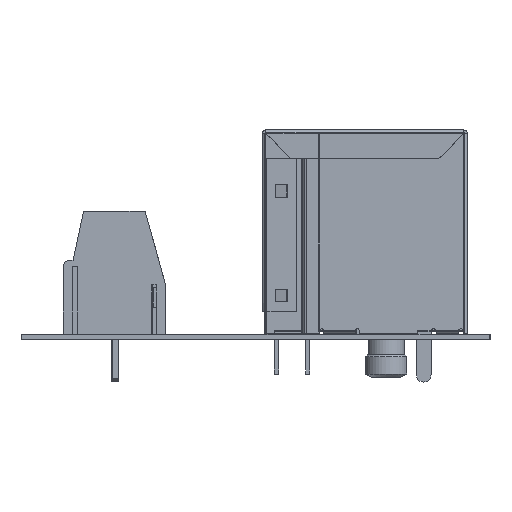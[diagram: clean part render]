
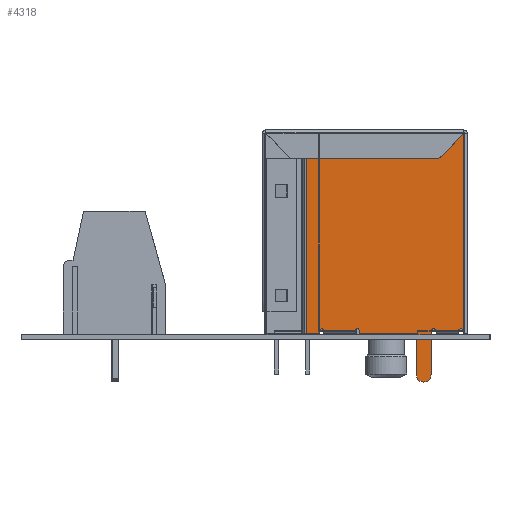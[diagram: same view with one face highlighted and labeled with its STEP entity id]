
A CAD part, left-side view. The second image highlights one B-rep face of the part: STEP entity #4318.
In plain terms, the highlighted planar face has unit normal (-1, 0, 0).
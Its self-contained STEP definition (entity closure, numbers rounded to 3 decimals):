
#2794 = VERTEX_POINT('',#2795);
#2795 = CARTESIAN_POINT('',(-8.,7.825,0.744));
#2805 = EDGE_CURVE('',#2806,#2794,#2808,.T.);
#2806 = VERTEX_POINT('',#2807);
#2807 = CARTESIAN_POINT('',(-8.,7.825,3.356));
#2808 = LINE('',#2809,#2810);
#2809 = CARTESIAN_POINT('',(-8.,7.825,3.636));
#2810 = VECTOR('',#2811,1.);
#2811 = DIRECTION('',(0.,0.,-1.));
#4318 = ADVANCED_FACE('',(#4319),#4471,.F.);
#4319 = FACE_BOUND('',#4320,.T.);
#4320 = EDGE_LOOP('',(#4321,#4330,#4331,#4340,#4348,#4356,#4364,#4373,
    #4381,#4390,#4399,#4407,#4416,#4424,#4432,#4440,#4448,#4456,#4464));
#4321 = ORIENTED_EDGE('',*,*,#4322,.T.);
#4322 = EDGE_CURVE('',#4323,#2806,#4325,.T.);
#4323 = VERTEX_POINT('',#4324);
#4324 = CARTESIAN_POINT('',(-8.,7.825,3.636));
#4325 = CIRCLE('',#4326,0.143);
#4326 = AXIS2_PLACEMENT_3D('',#4327,#4328,#4329);
#4327 = CARTESIAN_POINT('',(-8.,7.85,3.496));
#4328 = DIRECTION('',(1.,0.,0.));
#4329 = DIRECTION('',(0.,0.,-1.));
#4330 = ORIENTED_EDGE('',*,*,#2805,.T.);
#4331 = ORIENTED_EDGE('',*,*,#4332,.T.);
#4332 = EDGE_CURVE('',#2794,#4333,#4335,.T.);
#4333 = VERTEX_POINT('',#4334);
#4334 = CARTESIAN_POINT('',(-8.,7.85,0.461));
#4335 = CIRCLE('',#4336,0.143);
#4336 = AXIS2_PLACEMENT_3D('',#4337,#4338,#4339);
#4337 = CARTESIAN_POINT('',(-8.,7.85,0.604));
#4338 = DIRECTION('',(1.,0.,0.));
#4339 = DIRECTION('',(0.,0.,-1.));
#4340 = ORIENTED_EDGE('',*,*,#4341,.T.);
#4341 = EDGE_CURVE('',#4333,#4342,#4344,.T.);
#4342 = VERTEX_POINT('',#4343);
#4343 = CARTESIAN_POINT('',(-8.,8.125,0.461));
#4344 = LINE('',#4345,#4346);
#4345 = CARTESIAN_POINT('',(-8.,8.125,0.461));
#4346 = VECTOR('',#4347,1.);
#4347 = DIRECTION('',(0.,1.,0.));
#4348 = ORIENTED_EDGE('',*,*,#4349,.T.);
#4349 = EDGE_CURVE('',#4342,#4350,#4352,.T.);
#4350 = VERTEX_POINT('',#4351);
#4351 = CARTESIAN_POINT('',(-8.,8.125,-4.175));
#4352 = LINE('',#4353,#4354);
#4353 = CARTESIAN_POINT('',(-8.,8.125,4.763));
#4354 = VECTOR('',#4355,1.);
#4355 = DIRECTION('',(0.,0.,-1.));
#4356 = ORIENTED_EDGE('',*,*,#4357,.F.);
#4357 = EDGE_CURVE('',#4358,#4350,#4360,.T.);
#4358 = VERTEX_POINT('',#4359);
#4359 = CARTESIAN_POINT('',(-8.,11.425,-4.175));
#4360 = LINE('',#4361,#4362);
#4361 = CARTESIAN_POINT('',(-8.,11.425,-4.175));
#4362 = VECTOR('',#4363,1.);
#4363 = DIRECTION('',(0.,-1.,0.));
#4364 = ORIENTED_EDGE('',*,*,#4365,.F.);
#4365 = EDGE_CURVE('',#4366,#4358,#4368,.T.);
#4366 = VERTEX_POINT('',#4367);
#4367 = CARTESIAN_POINT('',(-8.,11.425,-5.375));
#4368 = CIRCLE('',#4369,0.6);
#4369 = AXIS2_PLACEMENT_3D('',#4370,#4371,#4372);
#4370 = CARTESIAN_POINT('',(-8.,11.425,-4.775));
#4371 = DIRECTION('',(1.,0.,0.));
#4372 = DIRECTION('',(0.,0.,-1.));
#4373 = ORIENTED_EDGE('',*,*,#4374,.F.);
#4374 = EDGE_CURVE('',#4375,#4366,#4377,.T.);
#4375 = VERTEX_POINT('',#4376);
#4376 = CARTESIAN_POINT('',(-8.,7.925,-5.375));
#4377 = LINE('',#4378,#4379);
#4378 = CARTESIAN_POINT('',(-8.,8.125,-5.375));
#4379 = VECTOR('',#4380,1.);
#4380 = DIRECTION('',(0.,1.,0.));
#4381 = ORIENTED_EDGE('',*,*,#4382,.T.);
#4382 = EDGE_CURVE('',#4375,#4383,#4385,.T.);
#4383 = VERTEX_POINT('',#4384);
#4384 = CARTESIAN_POINT('',(-8.,7.825,-5.399));
#4385 = CIRCLE('',#4386,0.218);
#4386 = AXIS2_PLACEMENT_3D('',#4387,#4388,#4389);
#4387 = CARTESIAN_POINT('',(-8.,7.925,-5.593));
#4388 = DIRECTION('',(1.,0.,0.));
#4389 = DIRECTION('',(0.,0.,-1.));
#4390 = ORIENTED_EDGE('',*,*,#4391,.T.);
#4391 = EDGE_CURVE('',#4383,#4392,#4394,.T.);
#4392 = VERTEX_POINT('',#4393);
#4393 = CARTESIAN_POINT('',(-8.,7.825,-5.786));
#4394 = CIRCLE('',#4395,0.218);
#4395 = AXIS2_PLACEMENT_3D('',#4396,#4397,#4398);
#4396 = CARTESIAN_POINT('',(-8.,7.925,-5.593));
#4397 = DIRECTION('',(1.,0.,0.));
#4398 = DIRECTION('',(0.,0.,-1.));
#4399 = ORIENTED_EDGE('',*,*,#4400,.T.);
#4400 = EDGE_CURVE('',#4392,#4401,#4403,.T.);
#4401 = VERTEX_POINT('',#4402);
#4402 = CARTESIAN_POINT('',(-8.,7.825,-7.614));
#4403 = LINE('',#4404,#4405);
#4404 = CARTESIAN_POINT('',(-8.,7.825,-5.399));
#4405 = VECTOR('',#4406,1.);
#4406 = DIRECTION('',(0.,0.,-1.));
#4407 = ORIENTED_EDGE('',*,*,#4408,.T.);
#4408 = EDGE_CURVE('',#4401,#4409,#4411,.T.);
#4409 = VERTEX_POINT('',#4410);
#4410 = CARTESIAN_POINT('',(-8.,7.925,-8.025));
#4411 = CIRCLE('',#4412,0.218);
#4412 = AXIS2_PLACEMENT_3D('',#4413,#4414,#4415);
#4413 = CARTESIAN_POINT('',(-8.,7.925,-7.808));
#4414 = DIRECTION('',(1.,0.,0.));
#4415 = DIRECTION('',(0.,0.,-1.));
#4416 = ORIENTED_EDGE('',*,*,#4417,.T.);
#4417 = EDGE_CURVE('',#4409,#4418,#4420,.T.);
#4418 = VERTEX_POINT('',#4419);
#4419 = CARTESIAN_POINT('',(-8.,-8.12,-8.025));
#4420 = LINE('',#4421,#4422);
#4421 = CARTESIAN_POINT('',(-8.,8.125,-8.025));
#4422 = VECTOR('',#4423,1.);
#4423 = DIRECTION('',(0.,-1.,0.));
#4424 = ORIENTED_EDGE('',*,*,#4425,.T.);
#4425 = EDGE_CURVE('',#4418,#4426,#4428,.T.);
#4426 = VERTEX_POINT('',#4427);
#4427 = CARTESIAN_POINT('',(-8.,-6.115,-6.02));
#4428 = LINE('',#4429,#4430);
#4429 = CARTESIAN_POINT('',(-8.,6.397,6.492));
#4430 = VECTOR('',#4431,1.);
#4431 = DIRECTION('',(0.,0.707,0.707)
  );
#4432 = ORIENTED_EDGE('',*,*,#4433,.T.);
#4433 = EDGE_CURVE('',#4426,#4434,#4436,.T.);
#4434 = VERTEX_POINT('',#4435);
#4435 = CARTESIAN_POINT('',(-8.,-6.115,4.763));
#4436 = LINE('',#4437,#4438);
#4437 = CARTESIAN_POINT('',(-8.,-6.115,4.763));
#4438 = VECTOR('',#4439,1.);
#4439 = DIRECTION('',(0.,0.,1.));
#4440 = ORIENTED_EDGE('',*,*,#4441,.T.);
#4441 = EDGE_CURVE('',#4434,#4442,#4444,.T.);
#4442 = VERTEX_POINT('',#4443);
#4443 = CARTESIAN_POINT('',(-8.,8.125,4.763));
#4444 = LINE('',#4445,#4446);
#4445 = CARTESIAN_POINT('',(-8.,8.125,4.763));
#4446 = VECTOR('',#4447,1.);
#4447 = DIRECTION('',(0.,1.,0.));
#4448 = ORIENTED_EDGE('',*,*,#4449,.T.);
#4449 = EDGE_CURVE('',#4442,#4450,#4452,.T.);
#4450 = VERTEX_POINT('',#4451);
#4451 = CARTESIAN_POINT('',(-8.,8.125,3.639));
#4452 = LINE('',#4453,#4454);
#4453 = CARTESIAN_POINT('',(-8.,8.125,4.763));
#4454 = VECTOR('',#4455,1.);
#4455 = DIRECTION('',(0.,0.,-1.));
#4456 = ORIENTED_EDGE('',*,*,#4457,.T.);
#4457 = EDGE_CURVE('',#4450,#4458,#4460,.T.);
#4458 = VERTEX_POINT('',#4459);
#4459 = CARTESIAN_POINT('',(-8.,7.85,3.639));
#4460 = LINE('',#4461,#4462);
#4461 = CARTESIAN_POINT('',(-8.,8.125,3.639));
#4462 = VECTOR('',#4463,1.);
#4463 = DIRECTION('',(0.,-1.,0.));
#4464 = ORIENTED_EDGE('',*,*,#4465,.T.);
#4465 = EDGE_CURVE('',#4458,#4323,#4466,.T.);
#4466 = CIRCLE('',#4467,0.143);
#4467 = AXIS2_PLACEMENT_3D('',#4468,#4469,#4470);
#4468 = CARTESIAN_POINT('',(-8.,7.85,3.496));
#4469 = DIRECTION('',(1.,0.,0.));
#4470 = DIRECTION('',(0.,0.,-1.));
#4471 = PLANE('',#4472);
#4472 = AXIS2_PLACEMENT_3D('',#4473,#4474,#4475);
#4473 = CARTESIAN_POINT('',(-8.,8.125,4.763));
#4474 = DIRECTION('',(1.,0.,0.));
#4475 = DIRECTION('',(0.,0.,-1.));
